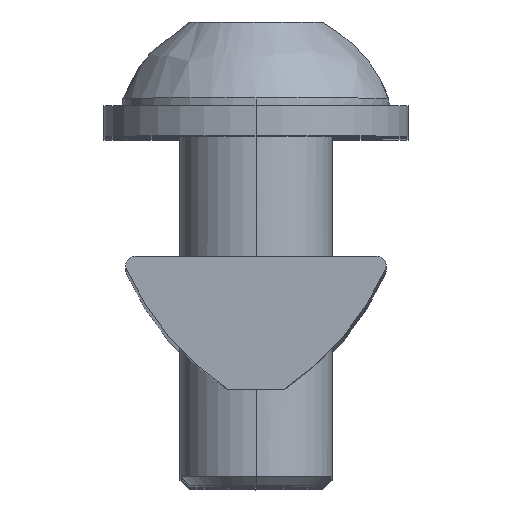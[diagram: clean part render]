
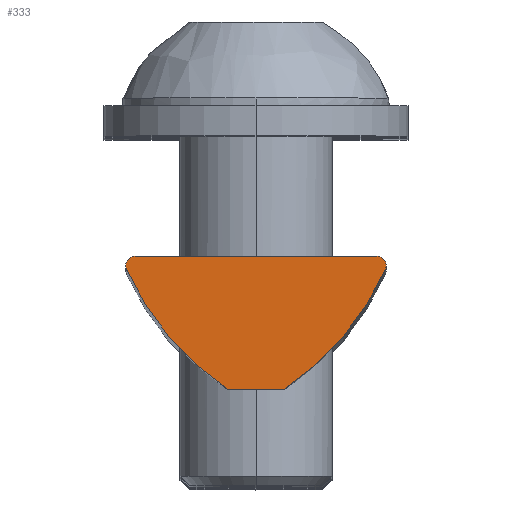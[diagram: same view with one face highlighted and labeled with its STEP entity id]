
A CAD part, top view. The second image highlights one B-rep face of the part: STEP entity #333.
In plain terms, the highlighted planar face has unit normal (0, 0, 1).
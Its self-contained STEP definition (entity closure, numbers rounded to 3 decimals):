
#3 = ORIENTED_EDGE ( 'NONE', *, *, #8976, .F. ) ;
#71 = CARTESIAN_POINT ( 'NONE',  ( -6.806, -0.705, 75. ) ) ;
#131 = CARTESIAN_POINT ( 'NONE',  ( 6.35, 0., 75. ) ) ;
#168 = VERTEX_POINT ( 'NONE', #9148 ) ;
#198 = CIRCLE ( 'NONE', #4900, 15. ) ;
#333 = ADVANCED_FACE ( 'NONE', ( #7273 ), #1323, .F. ) ;
#440 = DIRECTION ( 'NONE',  ( -1., 0., 0. ) ) ;
#455 = VECTOR ( 'NONE', #5664, 1000. ) ;
#640 = LINE ( 'NONE', #10093, #2706 ) ;
#693 = LINE ( 'NONE', #9589, #455 ) ;
#1046 = EDGE_CURVE ( 'NONE', #3304, #3723, #198, .T. ) ;
#1323 = PLANE ( 'NONE',  #2395 ) ;
#1514 = CIRCLE ( 'NONE', #4301, 0.5 ) ;
#1920 = EDGE_CURVE ( 'NONE', #3723, #9565, #693, .T. ) ;
#1951 = CARTESIAN_POINT ( 'NONE',  ( 6.35, -0.5, 75. ) ) ;
#1959 = DIRECTION ( 'NONE',  ( 0., 0., -1. ) ) ;
#2058 = VERTEX_POINT ( 'NONE', #2844 ) ;
#2065 = DIRECTION ( 'NONE',  ( -1., 0., 0. ) ) ;
#2069 = AXIS2_PLACEMENT_3D ( 'NONE', #8444, #3686, #9236 ) ;
#2164 = DIRECTION ( 'NONE',  ( -1., 0., 0. ) ) ;
#2395 = AXIS2_PLACEMENT_3D ( 'NONE', #7566, #6764, #2065 ) ;
#2706 = VECTOR ( 'NONE', #2164, 1000. ) ;
#2734 = DIRECTION ( 'NONE',  ( -1., 0., 0. ) ) ;
#2844 = CARTESIAN_POINT ( 'NONE',  ( -6.35, 0., 75. ) ) ;
#2904 = EDGE_LOOP ( 'NONE', ( #8486, #3672, #7595, #3203, #5848, #5839, #3 ) ) ;
#3203 = ORIENTED_EDGE ( 'NONE', *, *, #6807, .F. ) ;
#3272 = CARTESIAN_POINT ( 'NONE',  ( 6.876, 5.444, 75. ) ) ;
#3304 = VERTEX_POINT ( 'NONE', #8334 ) ;
#3672 = ORIENTED_EDGE ( 'NONE', *, *, #6246, .F. ) ;
#3686 = DIRECTION ( 'NONE',  ( 0., 0., -1. ) ) ;
#3723 = VERTEX_POINT ( 'NONE', #8236 ) ;
#4057 = DIRECTION ( 'NONE',  ( -1., 0., 0. ) ) ;
#4301 = AXIS2_PLACEMENT_3D ( 'NONE', #1951, #7449, #2734 ) ;
#4450 = CARTESIAN_POINT ( 'NONE',  ( -6.35, -0.5, 75. ) ) ;
#4900 = AXIS2_PLACEMENT_3D ( 'NONE', #8854, #1959, #440 ) ;
#5240 = DIRECTION ( 'NONE',  ( -1., 0., 0. ) ) ;
#5354 = VERTEX_POINT ( 'NONE', #131 ) ;
#5664 = DIRECTION ( 'NONE',  ( -1., 0., 0. ) ) ;
#5769 = CIRCLE ( 'NONE', #2069, 0.5 ) ;
#5839 = ORIENTED_EDGE ( 'NONE', *, *, #1046, .F. ) ;
#5848 = ORIENTED_EDGE ( 'NONE', *, *, #1920, .F. ) ;
#6105 = VERTEX_POINT ( 'NONE', #71 ) ;
#6246 = EDGE_CURVE ( 'NONE', #168, #2058, #8218, .T. ) ;
#6764 = DIRECTION ( 'NONE',  ( 0., 0., -1. ) ) ;
#6807 = EDGE_CURVE ( 'NONE', #9565, #6105, #8575, .T. ) ;
#7273 = FACE_OUTER_BOUND ( 'NONE', #2904, .T. ) ;
#7449 = DIRECTION ( 'NONE',  ( 0., 0., -1. ) ) ;
#7566 = CARTESIAN_POINT ( 'NONE',  ( 6.35, -0.5, 75. ) ) ;
#7595 = ORIENTED_EDGE ( 'NONE', *, *, #7659, .F. ) ;
#7629 = AXIS2_PLACEMENT_3D ( 'NONE', #3272, #8816, #4057 ) ;
#7659 = EDGE_CURVE ( 'NONE', #6105, #168, #5769, .T. ) ;
#7772 = EDGE_CURVE ( 'NONE', #5354, #2058, #640, .T. ) ;
#8218 = CIRCLE ( 'NONE', #9509, 0.5 ) ;
#8236 = CARTESIAN_POINT ( 'NONE',  ( 1.5, -7., 75. ) ) ;
#8334 = CARTESIAN_POINT ( 'NONE',  ( 6.806, -0.705, 75. ) ) ;
#8444 = CARTESIAN_POINT ( 'NONE',  ( -6.35, -0.5, 75. ) ) ;
#8486 = ORIENTED_EDGE ( 'NONE', *, *, #7772, .T. ) ;
#8575 = CIRCLE ( 'NONE', #7629, 15. ) ;
#8816 = DIRECTION ( 'NONE',  ( 0., 0., -1. ) ) ;
#8854 = CARTESIAN_POINT ( 'NONE',  ( -6.876, 5.444, 75. ) ) ;
#8976 = EDGE_CURVE ( 'NONE', #5354, #3304, #1514, .T. ) ;
#9148 = CARTESIAN_POINT ( 'NONE',  ( -6.85, -0.5, 75. ) ) ;
#9236 = DIRECTION ( 'NONE',  ( -1., 0., 0. ) ) ;
#9332 = CARTESIAN_POINT ( 'NONE',  ( -1.5, -7., 75. ) ) ;
#9509 = AXIS2_PLACEMENT_3D ( 'NONE', #4450, #9978, #5240 ) ;
#9565 = VERTEX_POINT ( 'NONE', #9332 ) ;
#9589 = CARTESIAN_POINT ( 'NONE',  ( 6.35, -7., 75. ) ) ;
#9978 = DIRECTION ( 'NONE',  ( 0., 0., -1. ) ) ;
#10093 = CARTESIAN_POINT ( 'NONE',  ( 6.35, 0., 75. ) ) ;
